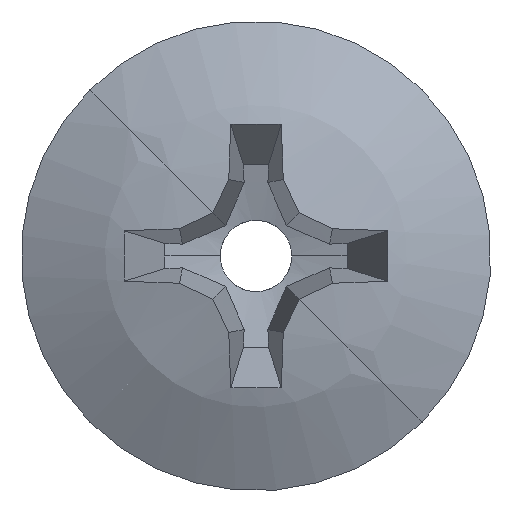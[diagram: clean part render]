
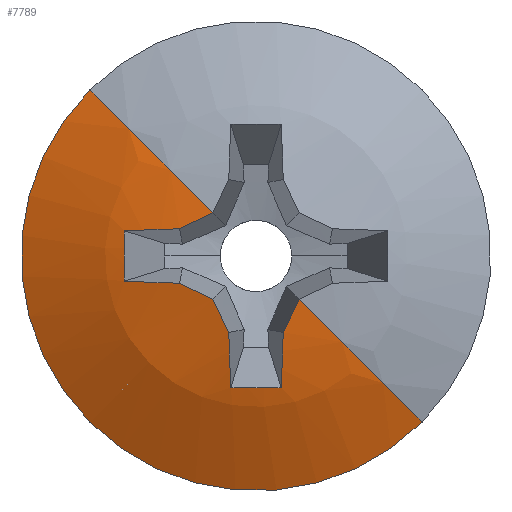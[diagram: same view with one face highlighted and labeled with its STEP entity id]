
A CAD part, left-side view. The second image highlights one B-rep face of the part: STEP entity #7789.
In plain terms, the highlighted spherical face has radius 6.558 mm.
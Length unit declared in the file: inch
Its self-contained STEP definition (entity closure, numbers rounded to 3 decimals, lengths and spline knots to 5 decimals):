
#3031=CARTESIAN_POINT('',(0.16393,0.01826,
0.01826));
#3032=DIRECTION('',(-0.162,0.698,0.698));
#3033=DIRECTION('',(-0.945,0.093,-0.312));
#3034=AXIS2_PLACEMENT_3D('',#3031,#3032,#3033);
#3036=CARTESIAN_POINT('',(-0.08772,0.,-0.03423));
#3037=CARTESIAN_POINT('',(-0.08762,0.00211,
-0.03498));
#3038=CARTESIAN_POINT('',(-0.08736,0.00632,
-0.03647));
#3039=CARTESIAN_POINT('',(-0.08682,0.01249,
-0.03862));
#3040=CARTESIAN_POINT('',(-0.08629,0.01708,
-0.0402));
#3041=CARTESIAN_POINT('',(-0.08598,0.01946,
-0.04101));
#3043=CARTESIAN_POINT('',(-0.08598,-0.01946,
-0.04101));
#3044=CARTESIAN_POINT('',(-0.08629,-0.01706,
-0.04019));
#3045=CARTESIAN_POINT('',(-0.08682,-0.01246,
-0.03861));
#3046=CARTESIAN_POINT('',(-0.08737,-0.00627,
-0.03645));
#3047=CARTESIAN_POINT('',(-0.08762,-0.00209,
-0.03497));
#3048=CARTESIAN_POINT('',(-0.08772,0.,-0.03423));
#3050=CARTESIAN_POINT('',(0.16393,-0.01826,
0.01826));
#3051=DIRECTION('',(-0.162,-0.698,0.698));
#3052=DIRECTION('',(-0.973,-0.005,-0.231));
#3053=AXIS2_PLACEMENT_3D('',#3050,#3051,#3052);
#3055=CARTESIAN_POINT('',(0.14445,0.03165,
0.03165));
#3056=DIRECTION('',(-0.468,0.625,0.625));
#3057=DIRECTION('',(-0.882,-0.291,-0.37));
#3058=AXIS2_PLACEMENT_3D('',#3055,#3056,#3057);
#3060=CARTESIAN_POINT('',(0.16393,0.01826,
-0.01826));
#3061=DIRECTION('',(-0.162,0.698,-0.698));
#3062=DIRECTION('',(-0.945,-0.312,-0.093));
#3063=AXIS2_PLACEMENT_3D('',#3060,#3061,#3062);
#3065=CARTESIAN_POINT('',(-0.08772,-0.03423,0.));
#3066=CARTESIAN_POINT('',(-0.08763,-0.03494,
-0.002));
#3067=CARTESIAN_POINT('',(-0.08738,-0.03637,
-0.00603));
#3068=CARTESIAN_POINT('',(-0.08682,-0.03864,
-0.01255));
#3069=CARTESIAN_POINT('',(-0.08629,-0.04021,
-0.01711));
#3070=CARTESIAN_POINT('',(-0.08598,-0.04101,
-0.01946));
#3072=CARTESIAN_POINT('',(0.16817,0.,0.));
#3073=DIRECTION('',(0.,0.,-1.));
#3074=DIRECTION('',(-0.861,-0.509,0.));
#3075=AXIS2_PLACEMENT_3D('',#3072,#3073,#3074);
#3077=CARTESIAN_POINT('',(-0.054,0.,0.));
#3078=DIRECTION('',(-1.,0.,0.));
#3079=DIRECTION('',(0.,1.,0.));
#3080=AXIS2_PLACEMENT_3D('',#3077,#3078,#3079);
#3082=CARTESIAN_POINT('',(0.16817,0.,0.));
#3083=DIRECTION('',(0.,0.,1.));
#3084=DIRECTION('',(-0.861,0.509,0.));
#3085=AXIS2_PLACEMENT_3D('',#3082,#3083,#3084);
#3087=CARTESIAN_POINT('',(-0.08598,0.04101,
-0.01946));
#3088=CARTESIAN_POINT('',(-0.08629,0.04021,
-0.01711));
#3089=CARTESIAN_POINT('',(-0.08682,0.03864,
-0.01256));
#3090=CARTESIAN_POINT('',(-0.08738,0.03637,
-0.00604));
#3091=CARTESIAN_POINT('',(-0.08763,0.03494,
-0.002));
#3092=CARTESIAN_POINT('',(-0.08772,0.03423,0.));
#3094=CARTESIAN_POINT('',(0.16393,-0.01826,
-0.01826));
#3095=DIRECTION('',(0.162,0.698,0.698));
#3096=DIRECTION('',(-0.945,0.312,-0.093));
#3097=AXIS2_PLACEMENT_3D('',#3094,#3095,#3096);
#3099=CARTESIAN_POINT('',(0.14445,-0.03165,
0.03165));
#3100=DIRECTION('',(0.468,0.625,-0.625));
#3101=DIRECTION('',(-0.882,0.291,-0.37));
#3102=AXIS2_PLACEMENT_3D('',#3099,#3100,#3101);
#3215=CARTESIAN_POINT('',(-0.08772,-0.03423,0.));
#3261=CARTESIAN_POINT('',(-0.08772,0.03423,0.));
#3492=CARTESIAN_POINT('',(-0.054,0.1315,0.));
#3494=VERTEX_POINT('',#3492);
#3496=CARTESIAN_POINT('',(-0.054,-0.1315,0.));
#3498=VERTEX_POINT('',#3496);
#3588=VERTEX_POINT('',#3215);
#3603=VERTEX_POINT('',#3261);
#3604=CARTESIAN_POINT('',(-0.07888,0.0421,
-0.062));
#3605=CARTESIAN_POINT('',(-0.08598,0.01946,
-0.04101));
#3606=VERTEX_POINT('',#3604);
#3607=VERTEX_POINT('',#3605);
#3608=VERTEX_POINT('',#3036);
#3609=VERTEX_POINT('',#3043);
#3610=CARTESIAN_POINT('',(-0.07888,-0.0421,
-0.062));
#3611=VERTEX_POINT('',#3610);
#3612=CARTESIAN_POINT('',(-0.07888,-0.062,
-0.0421));
#3613=VERTEX_POINT('',#3612);
#3614=CARTESIAN_POINT('',(-0.08598,-0.04101,
-0.01946));
#3615=VERTEX_POINT('',#3614);
#3616=VERTEX_POINT('',#3087);
#3617=CARTESIAN_POINT('',(-0.07888,0.062,
-0.0421));
#3618=VERTEX_POINT('',#3617);
#7757=CARTESIAN_POINT('',(0.16817,0.,0.));
#7758=DIRECTION('',(1.,0.,0.));
#7759=DIRECTION('',(0.,-1.,0.));
#7760=AXIS2_PLACEMENT_3D('',#7757,#7758,#7759);
#7761=SPHERICAL_SURFACE('',#7760,0.25817);
#7763=ORIENTED_EDGE('',*,*,#7762,.T.);
#7765=ORIENTED_EDGE('',*,*,#7764,.F.);
#7767=ORIENTED_EDGE('',*,*,#7766,.F.);
#7769=ORIENTED_EDGE('',*,*,#7768,.T.);
#7771=ORIENTED_EDGE('',*,*,#7770,.T.);
#7773=ORIENTED_EDGE('',*,*,#7772,.T.);
#7775=ORIENTED_EDGE('',*,*,#7774,.F.);
#7777=ORIENTED_EDGE('',*,*,#7776,.F.);
#7778=ORIENTED_EDGE('',*,*,#7750,.F.);
#7780=ORIENTED_EDGE('',*,*,#7779,.T.);
#7782=ORIENTED_EDGE('',*,*,#7781,.F.);
#7784=ORIENTED_EDGE('',*,*,#7783,.F.);
#7786=ORIENTED_EDGE('',*,*,#7785,.F.);
#7787=EDGE_LOOP('',(#7763,#7765,#7767,#7769,#7771,#7773,#7775,#7777,#7778,#7780,
#7782,#7784,#7786));
#7788=FACE_OUTER_BOUND('',#7787,.F.);
#3035=CIRCLE('',#3034,0.25684);
#3042=B_SPLINE_CURVE_WITH_KNOTS('',3,(#3036,#3037,#3038,#3039,#3040,#3041),
.UNSPECIFIED.,.F.,.F.,(4,1,1,4),(0.,0.33333,0.66667,1.),
.UNSPECIFIED.);
#3049=B_SPLINE_CURVE_WITH_KNOTS('',3,(#3043,#3044,#3045,#3046,#3047,#3048),
.UNSPECIFIED.,.F.,.F.,(4,1,1,4),(0.,0.33333,0.66667,1.),
.UNSPECIFIED.);
#3054=CIRCLE('',#3053,0.25684);
#3059=CIRCLE('',#3058,0.25315);
#3064=CIRCLE('',#3063,0.25684);
#3071=B_SPLINE_CURVE_WITH_KNOTS('',3,(#3065,#3066,#3067,#3068,#3069,#3070),
.UNSPECIFIED.,.F.,.F.,(4,1,1,4),(0.,0.33333,0.66667,1.),
.UNSPECIFIED.);
#3076=CIRCLE('',#3075,0.25817);
#3081=CIRCLE('',#3080,0.1315);
#3086=CIRCLE('',#3085,0.25817);
#3093=B_SPLINE_CURVE_WITH_KNOTS('',3,(#3087,#3088,#3089,#3090,#3091,#3092),
.UNSPECIFIED.,.F.,.F.,(4,1,1,4),(0.,0.33333,0.66667,1.),
.UNSPECIFIED.);
#3098=CIRCLE('',#3097,0.25684);
#3103=CIRCLE('',#3102,0.25315);
#7750=EDGE_CURVE('',#3494,#3498,#3081,.T.);
#7762=EDGE_CURVE('',#3606,#3607,#3035,.T.);
#7764=EDGE_CURVE('',#3608,#3607,#3042,.T.);
#7766=EDGE_CURVE('',#3609,#3608,#3049,.T.);
#7768=EDGE_CURVE('',#3609,#3611,#3054,.T.);
#7770=EDGE_CURVE('',#3611,#3613,#3059,.T.);
#7772=EDGE_CURVE('',#3613,#3615,#3064,.T.);
#7774=EDGE_CURVE('',#3588,#3615,#3071,.T.);
#7776=EDGE_CURVE('',#3498,#3588,#3076,.T.);
#7779=EDGE_CURVE('',#3494,#3603,#3086,.T.);
#7781=EDGE_CURVE('',#3616,#3603,#3093,.T.);
#7783=EDGE_CURVE('',#3618,#3616,#3098,.T.);
#7785=EDGE_CURVE('',#3606,#3618,#3103,.T.);
#7789=ADVANCED_FACE('',(#7788),#7761,.T.);
